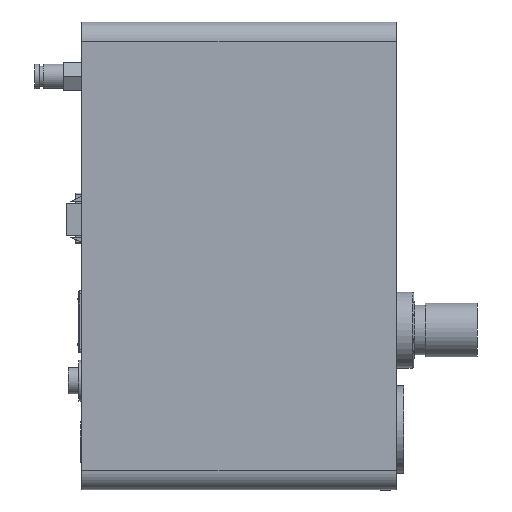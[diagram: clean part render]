
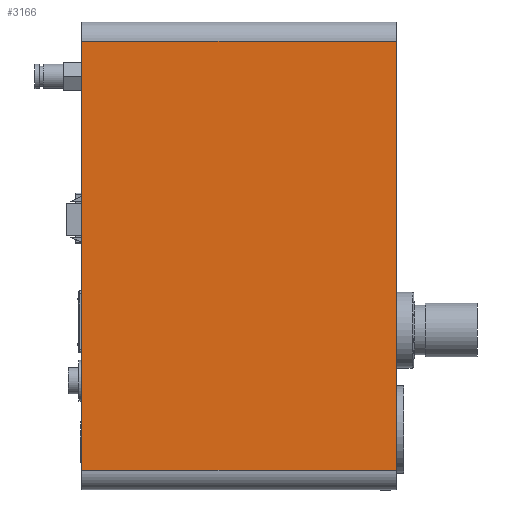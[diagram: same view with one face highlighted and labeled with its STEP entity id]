
A CAD part, top view. The second image highlights one B-rep face of the part: STEP entity #3166.
In plain terms, the highlighted planar face has unit normal (0, 0, 1).
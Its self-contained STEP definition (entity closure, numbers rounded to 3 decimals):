
#182=PLANE('',#3485);
#349=FACE_OUTER_BOUND('',#555,.T.);
#555=EDGE_LOOP('',(#2710,#2711,#2712,#2713));
#836=LINE('',#5200,#1126);
#847=LINE('',#5229,#1137);
#855=LINE('',#5250,#1145);
#856=LINE('',#5252,#1146);
#1126=VECTOR('',#4306,1000.);
#1137=VECTOR('',#4329,1000.);
#1145=VECTOR('',#4361,1000.);
#1146=VECTOR('',#4364,1000.);
#1500=VERTEX_POINT('',#5197);
#1501=VERTEX_POINT('',#5199);
#1512=VERTEX_POINT('',#5226);
#1513=VERTEX_POINT('',#5228);
#1897=EDGE_CURVE('',#1501,#1500,#836,.F.);
#1911=EDGE_CURVE('',#1512,#1513,#847,.F.);
#1926=EDGE_CURVE('',#1501,#1512,#855,.T.);
#1927=EDGE_CURVE('',#1500,#1513,#856,.F.);
#2710=ORIENTED_EDGE('',*,*,#1911,.F.);
#2711=ORIENTED_EDGE('',*,*,#1926,.F.);
#2712=ORIENTED_EDGE('',*,*,#1897,.T.);
#2713=ORIENTED_EDGE('',*,*,#1927,.T.);
#3166=ADVANCED_FACE('',(#349),#182,.T.);
#3485=AXIS2_PLACEMENT_3D('',#5251,#4362,#4363);
#4306=DIRECTION('',(0.,1.,0.));
#4329=DIRECTION('',(0.,1.,0.));
#4361=DIRECTION('',(1.,0.,0.));
#4362=DIRECTION('center_axis',(0.,0.,
1.));
#4363=DIRECTION('ref_axis',(0.,1.,0.));
#4364=DIRECTION('',(-1.,0.,0.));
#5197=CARTESIAN_POINT('',(-77.5,-105.7,67.1));
#5199=CARTESIAN_POINT('',(-77.5,105.7,67.1));
#5200=CARTESIAN_POINT('',(-77.5,105.7,67.1));
#5226=CARTESIAN_POINT('',(77.5,105.7,67.1));
#5228=CARTESIAN_POINT('',(77.5,-105.7,67.1));
#5229=CARTESIAN_POINT('',(77.5,105.7,67.1));
#5250=CARTESIAN_POINT('',(-77.5,105.7,67.1));
#5251=CARTESIAN_POINT('Origin',(-77.5,105.7,67.1));
#5252=CARTESIAN_POINT('',(-77.5,-105.7,67.1));
